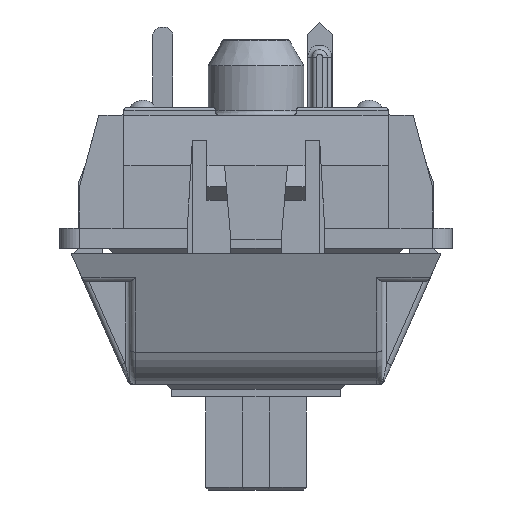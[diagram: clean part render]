
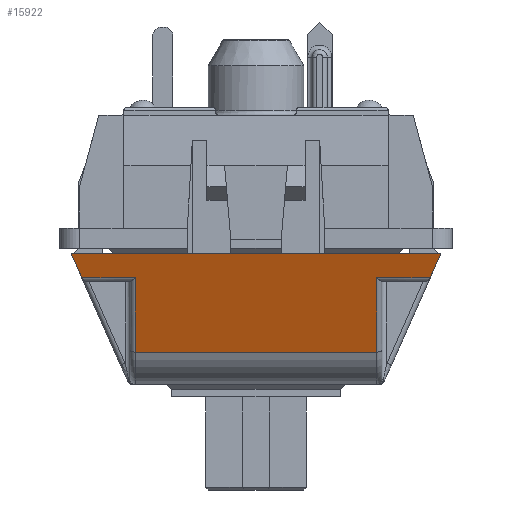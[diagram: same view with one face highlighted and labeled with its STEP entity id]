
A CAD part, left-side view. The second image highlights one B-rep face of the part: STEP entity #15922.
In plain terms, the highlighted planar face has unit normal (-0.933, 0, -0.359).
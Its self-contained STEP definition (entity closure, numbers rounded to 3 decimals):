
#1271=FACE_OUTER_BOUND('',#2195,.T.);
#2195=EDGE_LOOP('',(#11943,#11944,#11945,#11946,#11947,#11948,#11949,#11950));
#3514=LINE('',#24262,#5320);
#3576=LINE('',#24447,#5382);
#3577=LINE('',#24449,#5383);
#3578=LINE('',#24450,#5384);
#3579=LINE('',#24452,#5385);
#3580=LINE('',#24454,#5386);
#3581=LINE('',#24456,#5387);
#3582=LINE('',#24457,#5388);
#5320=VECTOR('',#19492,10.);
#5382=VECTOR('',#19578,3.157);
#5383=VECTOR('',#19579,2.12);
#5384=VECTOR('',#19580,10.);
#5385=VECTOR('',#19581,10.);
#5386=VECTOR('',#19582,2.12);
#5387=VECTOR('',#19583,3.157);
#5388=VECTOR('',#19584,9.6);
#6959=VERTEX_POINT('',#24260);
#6960=VERTEX_POINT('',#24261);
#7032=VERTEX_POINT('',#24445);
#7033=VERTEX_POINT('',#24446);
#7034=VERTEX_POINT('',#24448);
#7035=VERTEX_POINT('',#24451);
#7036=VERTEX_POINT('',#24453);
#7037=VERTEX_POINT('',#24455);
#8732=EDGE_CURVE('',#6959,#6960,#3514,.T.);
#8807=EDGE_CURVE('',#7032,#7033,#3576,.T.);
#8808=EDGE_CURVE('',#7033,#7034,#3577,.T.);
#8809=EDGE_CURVE('',#6959,#7034,#3578,.T.);
#8810=EDGE_CURVE('',#7035,#6960,#3579,.T.);
#8811=EDGE_CURVE('',#7035,#7036,#3580,.T.);
#8812=EDGE_CURVE('',#7036,#7037,#3581,.T.);
#8813=EDGE_CURVE('',#7032,#7037,#3582,.T.);
#11943=ORIENTED_EDGE('',*,*,#8807,.T.);
#11944=ORIENTED_EDGE('',*,*,#8808,.T.);
#11945=ORIENTED_EDGE('',*,*,#8809,.F.);
#11946=ORIENTED_EDGE('',*,*,#8732,.T.);
#11947=ORIENTED_EDGE('',*,*,#8810,.F.);
#11948=ORIENTED_EDGE('',*,*,#8811,.T.);
#11949=ORIENTED_EDGE('',*,*,#8812,.T.);
#11950=ORIENTED_EDGE('',*,*,#8813,.F.);
#15292=PLANE('',#17013);
#15922=ADVANCED_FACE('',(#1271),#15292,.T.);
#17013=AXIS2_PLACEMENT_3D('',#24444,#19576,#19577);
#19492=DIRECTION('',(0.,1.,0.));
#19576=DIRECTION('center_axis',(-0.933,0.,-0.359));
#19577=DIRECTION('ref_axis',(-0.359,0.,0.933));
#19578=DIRECTION('',(-0.359,0.,0.933));
#19579=DIRECTION('',(0.,-1.,0.));
#19580=DIRECTION('',(0.332,0.382,-0.863));
#19581=DIRECTION('',(-0.332,0.382,0.863));
#19582=DIRECTION('',(0.,-1.,0.));
#19583=DIRECTION('',(0.359,0.,-0.933));
#19584=DIRECTION('',(0.,1.,0.));
#24260=CARTESIAN_POINT('',(-7.35,-7.35,5.2));
#24261=CARTESIAN_POINT('',(-7.35,7.35,5.2));
#24262=CARTESIAN_POINT('',(-7.35,0.,5.2));
#24444=CARTESIAN_POINT('Origin',(-6.35,0.,2.6));
#24445=CARTESIAN_POINT('',(-5.842,-4.8,1.282));
#24446=CARTESIAN_POINT('',(-6.976,-4.8,4.228));
#24447=CARTESIAN_POINT('',(-5.842,-4.8,1.282));
#24448=CARTESIAN_POINT('',(-6.976,-6.92,4.228));
#24449=CARTESIAN_POINT('',(-6.976,-4.8,4.228));
#24450=CARTESIAN_POINT('',(-5.607,-5.345,0.67));
#24451=CARTESIAN_POINT('',(-6.976,6.92,4.228));
#24452=CARTESIAN_POINT('',(-5.607,5.345,0.67));
#24453=CARTESIAN_POINT('',(-6.976,4.8,4.228));
#24454=CARTESIAN_POINT('',(-6.976,6.92,4.228));
#24455=CARTESIAN_POINT('',(-5.842,4.8,1.282));
#24456=CARTESIAN_POINT('',(-6.976,4.8,4.228));
#24457=CARTESIAN_POINT('',(-5.842,-4.8,1.282));
